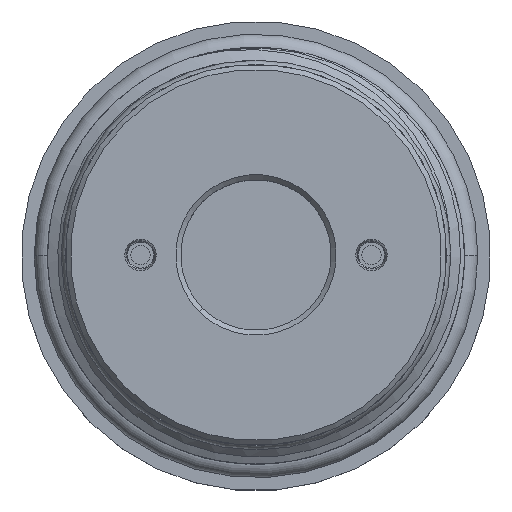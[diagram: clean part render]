
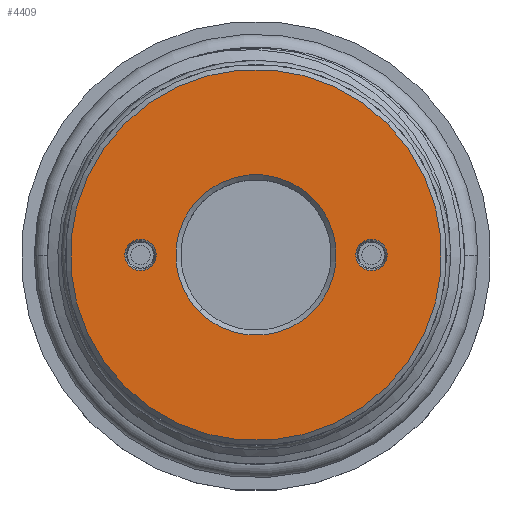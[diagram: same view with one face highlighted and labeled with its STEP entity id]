
A CAD part, top view. The second image highlights one B-rep face of the part: STEP entity #4409.
In plain terms, the highlighted planar face has unit normal (0, 0, 1).
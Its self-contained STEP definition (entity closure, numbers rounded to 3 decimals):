
#12 = DIRECTION ( 'NONE',  ( -0.707, -0.707, 0. ) ) ;
#344 = DIRECTION ( 'NONE',  ( 0., 0., -1. ) ) ;
#520 = EDGE_CURVE ( 'NONE', #6041, #2460, #3883, .T. ) ;
#670 = PLANE ( 'NONE',  #7495 ) ;
#727 = CIRCLE ( 'NONE', #3258, 18.5 ) ;
#1033 = CARTESIAN_POINT ( 'NONE',  ( 0., 0., 77. ) ) ;
#1402 = CARTESIAN_POINT ( 'NONE',  ( 11.5, 0., 77. ) ) ;
#1424 = EDGE_CURVE ( 'NONE', #2460, #6041, #6421, .T. ) ;
#1988 = DIRECTION ( 'NONE',  ( 0., 0., -1. ) ) ;
#2024 = AXIS2_PLACEMENT_3D ( 'NONE', #9803, #11946, #7844 ) ;
#2039 = DIRECTION ( 'NONE',  ( 0., 0., 1. ) ) ;
#2063 = AXIS2_PLACEMENT_3D ( 'NONE', #12679, #2555, #9733 ) ;
#2270 = CIRCLE ( 'NONE', #9003, 1.561 ) ;
#2460 = VERTEX_POINT ( 'NONE', #5845 ) ;
#2555 = DIRECTION ( 'NONE',  ( 0., 0., -1. ) ) ;
#2608 = CIRCLE ( 'NONE', #2063, 1.561 ) ;
#2629 = DIRECTION ( 'NONE',  ( 0., 0., -1. ) ) ;
#2779 = VERTEX_POINT ( 'NONE', #8367 ) ;
#2812 = CARTESIAN_POINT ( 'NONE',  ( -10.396, 1.104, 77. ) ) ;
#2818 = DIRECTION ( 'NONE',  ( 0., 0., -1. ) ) ;
#3134 = EDGE_LOOP ( 'NONE', ( #8346, #3147 ) ) ;
#3147 = ORIENTED_EDGE ( 'NONE', *, *, #9317, .T. ) ;
#3168 = FACE_BOUND ( 'NONE', #3592, .T. ) ;
#3258 = AXIS2_PLACEMENT_3D ( 'NONE', #1033, #2039, #12196 ) ;
#3592 = EDGE_LOOP ( 'NONE', ( #7375, #7298 ) ) ;
#3739 = DIRECTION ( 'NONE',  ( -0.707, -0.707, 0. ) ) ;
#3761 = EDGE_CURVE ( 'NONE', #6564, #11365, #8449, .T. ) ;
#3883 = CIRCLE ( 'NONE', #9254, 8. ) ;
#3929 = VERTEX_POINT ( 'NONE', #2812 ) ;
#3967 = CARTESIAN_POINT ( 'NONE',  ( -13.081, -13.081, 77. ) ) ;
#3969 = CARTESIAN_POINT ( 'NONE',  ( 10.396, -1.104, 77. ) ) ;
#4049 = DIRECTION ( 'NONE',  ( 0., 0., -1. ) ) ;
#4101 = AXIS2_PLACEMENT_3D ( 'NONE', #11162, #4049, #12160 ) ;
#4212 = ORIENTED_EDGE ( 'NONE', *, *, #3761, .T. ) ;
#4409 = ADVANCED_FACE ( 'NONE', ( #4728, #7928, #5847, #3168 ), #670, .F. ) ;
#4728 = FACE_BOUND ( 'NONE', #9660, .T. ) ;
#5045 = CARTESIAN_POINT ( 'NONE',  ( -12.604, -1.104, 77. ) ) ;
#5237 = AXIS2_PLACEMENT_3D ( 'NONE', #1402, #344, #12567 ) ;
#5539 = CARTESIAN_POINT ( 'NONE',  ( -11.5, 0., 77. ) ) ;
#5668 = DIRECTION ( 'NONE',  ( -0.707, -0.707, 0. ) ) ;
#5679 = VERTEX_POINT ( 'NONE', #5045 ) ;
#5845 = CARTESIAN_POINT ( 'NONE',  ( -5.657, -5.657, 77. ) ) ;
#5847 = FACE_BOUND ( 'NONE', #3134, .T. ) ;
#6041 = VERTEX_POINT ( 'NONE', #12465 ) ;
#6421 = CIRCLE ( 'NONE', #4101, 8. ) ;
#6538 = DIRECTION ( 'NONE',  ( -0.707, -0.707, 0. ) ) ;
#6564 = VERTEX_POINT ( 'NONE', #3967 ) ;
#7298 = ORIENTED_EDGE ( 'NONE', *, *, #9983, .T. ) ;
#7375 = ORIENTED_EDGE ( 'NONE', *, *, #11323, .T. ) ;
#7495 = AXIS2_PLACEMENT_3D ( 'NONE', #8807, #2818, #5668 ) ;
#7844 = DIRECTION ( 'NONE',  ( -0.707, -0.707, 0. ) ) ;
#7928 = FACE_OUTER_BOUND ( 'NONE', #10046, .T. ) ;
#8346 = ORIENTED_EDGE ( 'NONE', *, *, #11206, .T. ) ;
#8367 = CARTESIAN_POINT ( 'NONE',  ( 12.604, 1.104, 77. ) ) ;
#8449 = CIRCLE ( 'NONE', #2024, 18.5 ) ;
#8509 = VERTEX_POINT ( 'NONE', #3969 ) ;
#8787 = CARTESIAN_POINT ( 'NONE',  ( 13.081, 13.081, 77. ) ) ;
#8807 = CARTESIAN_POINT ( 'NONE',  ( -13.435, 13.435, 77. ) ) ;
#9003 = AXIS2_PLACEMENT_3D ( 'NONE', #5539, #12701, #6538 ) ;
#9254 = AXIS2_PLACEMENT_3D ( 'NONE', #9766, #2629, #3739 ) ;
#9317 = EDGE_CURVE ( 'NONE', #2779, #8509, #2608, .T. ) ;
#9496 = CIRCLE ( 'NONE', #5237, 1.561 ) ;
#9660 = EDGE_LOOP ( 'NONE', ( #11076, #13086 ) ) ;
#9733 = DIRECTION ( 'NONE',  ( 0.707, 0.707, 0. ) ) ;
#9766 = CARTESIAN_POINT ( 'NONE',  ( 0., 0., 77. ) ) ;
#9803 = CARTESIAN_POINT ( 'NONE',  ( 0., 0., 77. ) ) ;
#9856 = AXIS2_PLACEMENT_3D ( 'NONE', #11248, #1988, #12 ) ;
#9983 = EDGE_CURVE ( 'NONE', #5679, #3929, #10799, .T. ) ;
#10008 = EDGE_CURVE ( 'NONE', #11365, #6564, #727, .T. ) ;
#10046 = EDGE_LOOP ( 'NONE', ( #4212, #10539 ) ) ;
#10539 = ORIENTED_EDGE ( 'NONE', *, *, #10008, .T. ) ;
#10799 = CIRCLE ( 'NONE', #9856, 1.561 ) ;
#11076 = ORIENTED_EDGE ( 'NONE', *, *, #520, .T. ) ;
#11162 = CARTESIAN_POINT ( 'NONE',  ( 0., 0., 77. ) ) ;
#11206 = EDGE_CURVE ( 'NONE', #8509, #2779, #9496, .T. ) ;
#11248 = CARTESIAN_POINT ( 'NONE',  ( -11.5, 0., 77. ) ) ;
#11323 = EDGE_CURVE ( 'NONE', #3929, #5679, #2270, .T. ) ;
#11365 = VERTEX_POINT ( 'NONE', #8787 ) ;
#11946 = DIRECTION ( 'NONE',  ( 0., 0., 1. ) ) ;
#12160 = DIRECTION ( 'NONE',  ( -0.707, -0.707, 0. ) ) ;
#12196 = DIRECTION ( 'NONE',  ( -0.707, -0.707, 0. ) ) ;
#12465 = CARTESIAN_POINT ( 'NONE',  ( 5.657, 5.657, 77. ) ) ;
#12567 = DIRECTION ( 'NONE',  ( 0.707, 0.707, 0. ) ) ;
#12679 = CARTESIAN_POINT ( 'NONE',  ( 11.5, 0., 77. ) ) ;
#12701 = DIRECTION ( 'NONE',  ( 0., 0., -1. ) ) ;
#13086 = ORIENTED_EDGE ( 'NONE', *, *, #1424, .T. ) ;
